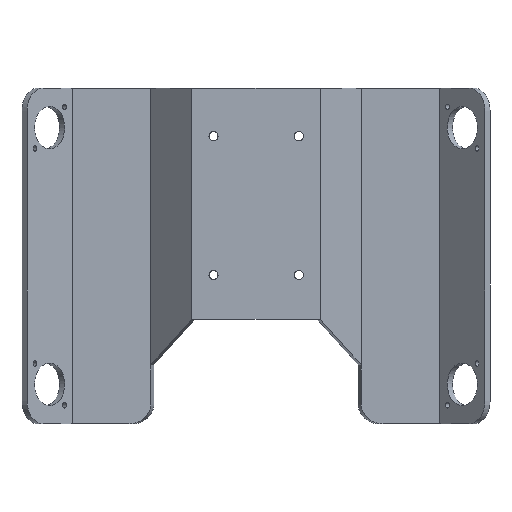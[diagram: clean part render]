
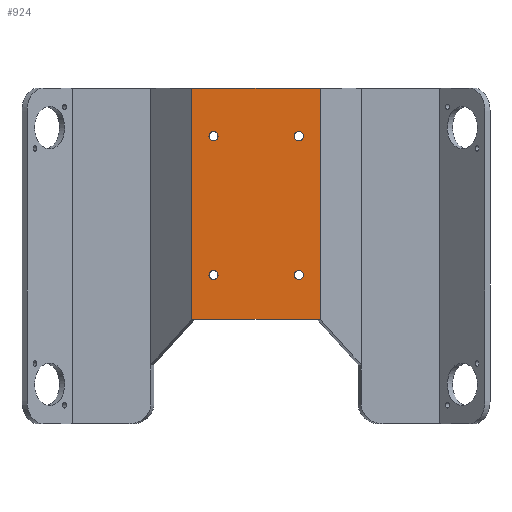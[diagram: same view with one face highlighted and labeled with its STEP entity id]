
A CAD part, top view. The second image highlights one B-rep face of the part: STEP entity #924.
In plain terms, the highlighted planar face has unit normal (0, 0, 1).
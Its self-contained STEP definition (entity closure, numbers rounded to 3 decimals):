
#27=FACE_BOUND('',#161,.T.);
#28=FACE_BOUND('',#162,.T.);
#29=FACE_BOUND('',#163,.T.);
#30=FACE_BOUND('',#164,.T.);
#64=PLANE('',#1020);
#102=FACE_OUTER_BOUND('',#160,.T.);
#160=EDGE_LOOP('',(#757,#758,#759,#760));
#161=EDGE_LOOP('',(#761));
#162=EDGE_LOOP('',(#762));
#163=EDGE_LOOP('',(#763));
#164=EDGE_LOOP('',(#764));
#241=LINE('',#1457,#325);
#254=LINE('',#1499,#338);
#256=LINE('',#1503,#340);
#257=LINE('',#1504,#341);
#325=VECTOR('',#1189,10.);
#338=VECTOR('',#1230,10.);
#340=VECTOR('',#1234,10.);
#341=VECTOR('',#1235,10.);
#368=CIRCLE('',#959,5.);
#370=CIRCLE('',#962,5.);
#372=CIRCLE('',#965,5.);
#374=CIRCLE('',#968,5.);
#408=VERTEX_POINT('',#1317);
#410=VERTEX_POINT('',#1323);
#412=VERTEX_POINT('',#1329);
#414=VERTEX_POINT('',#1335);
#436=VERTEX_POINT('',#1394);
#456=VERTEX_POINT('',#1449);
#473=VERTEX_POINT('',#1498);
#474=VERTEX_POINT('',#1502);
#493=EDGE_CURVE('',#408,#408,#368,.T.);
#496=EDGE_CURVE('',#410,#410,#370,.T.);
#499=EDGE_CURVE('',#412,#412,#372,.T.);
#502=EDGE_CURVE('',#414,#414,#374,.T.);
#561=EDGE_CURVE('',#436,#456,#241,.T.);
#582=EDGE_CURVE('',#473,#436,#254,.T.);
#584=EDGE_CURVE('',#474,#456,#256,.T.);
#585=EDGE_CURVE('',#474,#473,#257,.T.);
#757=ORIENTED_EDGE('',*,*,#584,.F.);
#758=ORIENTED_EDGE('',*,*,#585,.T.);
#759=ORIENTED_EDGE('',*,*,#582,.T.);
#760=ORIENTED_EDGE('',*,*,#561,.T.);
#761=ORIENTED_EDGE('',*,*,#493,.T.);
#762=ORIENTED_EDGE('',*,*,#496,.T.);
#763=ORIENTED_EDGE('',*,*,#499,.T.);
#764=ORIENTED_EDGE('',*,*,#502,.T.);
#924=ADVANCED_FACE('',(#102,#27,#28,#29,#30),#64,.F.);
#959=AXIS2_PLACEMENT_3D('',#1319,#1054,#1055);
#962=AXIS2_PLACEMENT_3D('',#1325,#1061,#1062);
#965=AXIS2_PLACEMENT_3D('',#1331,#1068,#1069);
#968=AXIS2_PLACEMENT_3D('',#1337,#1075,#1076);
#1020=AXIS2_PLACEMENT_3D('',#1501,#1232,#1233);
#1054=DIRECTION('center_axis',(0.,0.,-1.));
#1055=DIRECTION('ref_axis',(-1.,0.,0.));
#1061=DIRECTION('center_axis',(0.,0.,-1.));
#1062=DIRECTION('ref_axis',(-1.,0.,0.));
#1068=DIRECTION('center_axis',(0.,0.,-1.));
#1069=DIRECTION('ref_axis',(-1.,0.,0.));
#1075=DIRECTION('center_axis',(0.,0.,-1.));
#1076=DIRECTION('ref_axis',(-1.,0.,0.));
#1189=DIRECTION('',(1.,0.,0.));
#1230=DIRECTION('',(0.,-1.,0.));
#1232=DIRECTION('center_axis',(0.,0.,-1.));
#1233=DIRECTION('ref_axis',(1.,0.,0.));
#1234=DIRECTION('',(0.,-1.,0.));
#1235=DIRECTION('',(-1.,0.,0.));
#1317=CARTESIAN_POINT('',(-41.8,107.,775.5));
#1319=CARTESIAN_POINT('Origin',(-46.8,107.,775.5));
#1323=CARTESIAN_POINT('',(-41.8,-46.,775.5));
#1325=CARTESIAN_POINT('Origin',(-46.8,-46.,775.5));
#1329=CARTESIAN_POINT('',(52.2,107.,775.5));
#1331=CARTESIAN_POINT('Origin',(47.2,107.,775.5));
#1335=CARTESIAN_POINT('',(52.2,-46.,775.5));
#1337=CARTESIAN_POINT('Origin',(47.2,-46.,775.5));
#1394=CARTESIAN_POINT('',(-70.814,-95.,775.5));
#1449=CARTESIAN_POINT('',(70.814,-95.,775.5));
#1457=CARTESIAN_POINT('',(-47.5,-95.,775.5));
#1498=CARTESIAN_POINT('',(-70.814,160.,775.5));
#1499=CARTESIAN_POINT('',(-70.814,125.,775.5));
#1501=CARTESIAN_POINT('Origin',(0.,75.,775.5));
#1502=CARTESIAN_POINT('',(70.814,160.,775.5));
#1503=CARTESIAN_POINT('',(70.814,125.,775.5));
#1504=CARTESIAN_POINT('',(50.814,160.,775.5));
